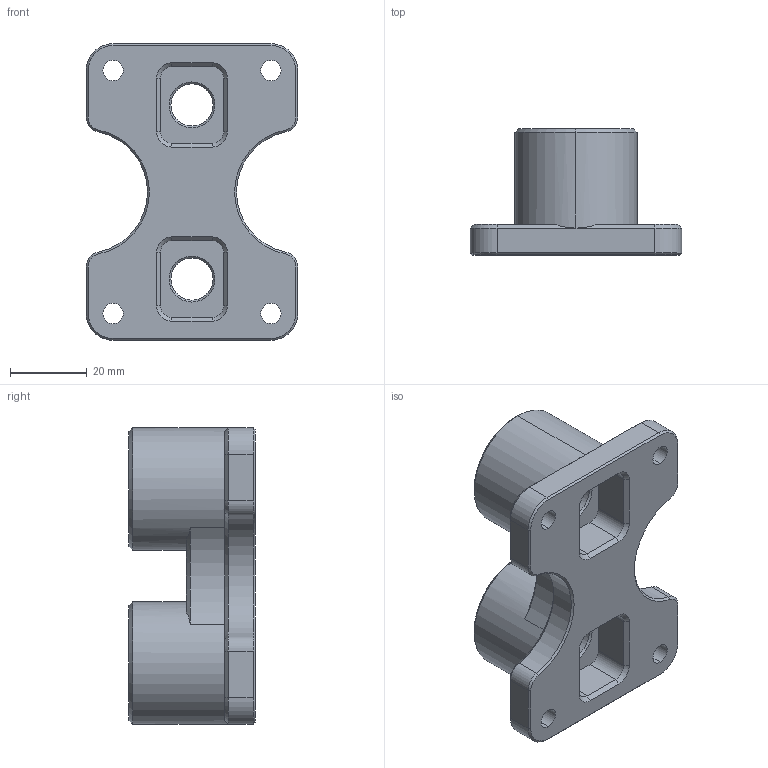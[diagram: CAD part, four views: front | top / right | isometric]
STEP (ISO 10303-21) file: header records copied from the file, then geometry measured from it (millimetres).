
FILE_DESCRIPTION (( 'STEP AP203' ), '1' );
FILE_NAME ('Ïëàòôîðìà.STEP', '2021-11-26T10:40:47', ( '' ), ( '' ), 'SwSTEP 2.0', 'SolidWorks 2021', '' );
FILE_SCHEMA (( 'CONFIG_CONTROL_DESIGN' ));
Length unit declared in the file: millimetre
Products named in the file (1): Ïëàòôîðìà
Bounding box: 55.27 x 33 x 77.5 mm (x, y, z)
Volume: 58155 mm3; surface area: 16574.2 mm2
Topology: 1 solids, 1 shells, 130 faces, 306 edges, 180 vertices
Faces by surface type: cone 50, plane 44, cylinder 36
Entity records: 3801 total; most frequent: DIRECTION 686, CARTESIAN_POINT 657, ORIENTED_EDGE 612, EDGE_CURVE 306, AXIS2_PLACEMENT_3D 257, VERTEX_POINT 180, VECTOR 172, LINE 172
